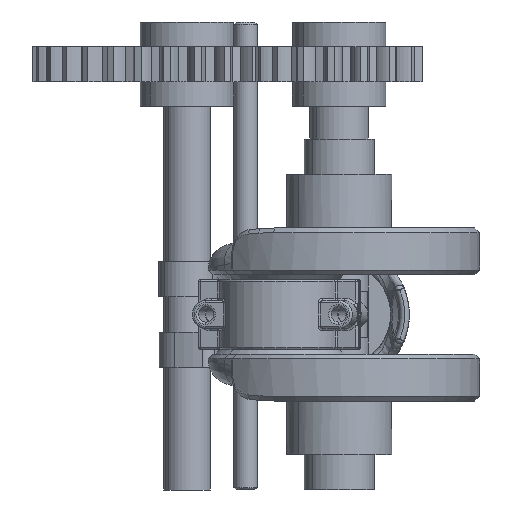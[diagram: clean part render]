
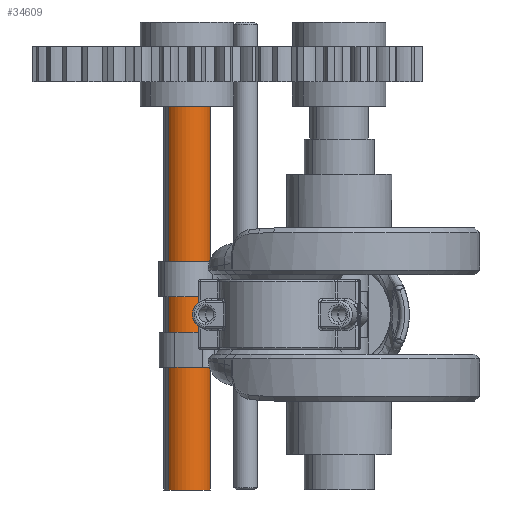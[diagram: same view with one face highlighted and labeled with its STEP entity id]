
A CAD part, front view. The second image highlights one B-rep face of the part: STEP entity #34609.
In plain terms, the highlighted cylindrical face has radius 10 mm (diameter 20 mm), a partial arc.
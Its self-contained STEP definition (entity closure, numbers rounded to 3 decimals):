
#1447 = CARTESIAN_POINT ( 'NONE',  ( 125., 0., 10. ) ) ;
#2224 = CARTESIAN_POINT ( 'NONE',  ( 125., 0., 0. ) ) ;
#2328 = EDGE_CURVE ( 'NONE', #7879, #33756, #26806, .T. ) ;
#2953 = EDGE_CURVE ( 'NONE', #7879, #16213, #6686, .T. ) ;
#4554 = DIRECTION ( 'NONE',  ( 0., 0., -1. ) ) ;
#4696 = LINE ( 'NONE', #16399, #33654 ) ;
#4982 = EDGE_CURVE ( 'NONE', #33756, #5025, #4696, .T. ) ;
#5025 = VERTEX_POINT ( 'NONE', #37601 ) ;
#5534 = AXIS2_PLACEMENT_3D ( 'NONE', #19144, #30821, #4554 ) ;
#6686 = LINE ( 'NONE', #18379, #33294 ) ;
#7445 = EDGE_CURVE ( 'NONE', #16213, #5025, #22075, .T. ) ;
#7789 = ORIENTED_EDGE ( 'NONE', *, *, #7445, .T. ) ;
#7879 = VERTEX_POINT ( 'NONE', #1447 ) ;
#9039 = DIRECTION ( 'NONE',  ( 0., 0., -1. ) ) ;
#10273 = AXIS2_PLACEMENT_3D ( 'NONE', #23604, #35286, #9039 ) ;
#12086 = ORIENTED_EDGE ( 'NONE', *, *, #4982, .F. ) ;
#13931 = DIRECTION ( 'NONE',  ( -1., 0., 0. ) ) ;
#16213 = VERTEX_POINT ( 'NONE', #36093 ) ;
#16399 = CARTESIAN_POINT ( 'NONE',  ( 125., 0., -10. ) ) ;
#16791 = FACE_OUTER_BOUND ( 'NONE', #19437, .T. ) ;
#17401 = ORIENTED_EDGE ( 'NONE', *, *, #2953, .T. ) ;
#18379 = CARTESIAN_POINT ( 'NONE',  ( 125., 0., 10. ) ) ;
#19144 = CARTESIAN_POINT ( 'NONE',  ( -75., 0., 0. ) ) ;
#19437 = EDGE_LOOP ( 'NONE', ( #12086, #26754, #17401, #7789 ) ) ;
#22075 = CIRCLE ( 'NONE', #5534, 10. ) ;
#23604 = CARTESIAN_POINT ( 'NONE',  ( 125., 0., 0. ) ) ;
#25626 = DIRECTION ( 'NONE',  ( 0., 0., 1. ) ) ;
#26754 = ORIENTED_EDGE ( 'NONE', *, *, #2328, .F. ) ;
#26806 = CIRCLE ( 'NONE', #10273, 10. ) ;
#28094 = DIRECTION ( 'NONE',  ( -1., 0., 0. ) ) ;
#28490 = CYLINDRICAL_SURFACE ( 'NONE', #30596, 10. ) ;
#30060 = DIRECTION ( 'NONE',  ( -1., 0., 0. ) ) ;
#30596 = AXIS2_PLACEMENT_3D ( 'NONE', #2224, #13931, #25626 ) ;
#30821 = DIRECTION ( 'NONE',  ( 1., 0., 0. ) ) ;
#33294 = VECTOR ( 'NONE', #30060, 1000. ) ;
#33654 = VECTOR ( 'NONE', #28094, 1000. ) ;
#33756 = VERTEX_POINT ( 'NONE', #33827 ) ;
#33827 = CARTESIAN_POINT ( 'NONE',  ( 125., 0., -10. ) ) ;
#34609 = ADVANCED_FACE ( 'NONE', ( #16791 ), #28490, .T. ) ;
#35286 = DIRECTION ( 'NONE',  ( 1., 0., 0. ) ) ;
#36093 = CARTESIAN_POINT ( 'NONE',  ( -75., 0., 10. ) ) ;
#37601 = CARTESIAN_POINT ( 'NONE',  ( -75., 0., -10. ) ) ;
